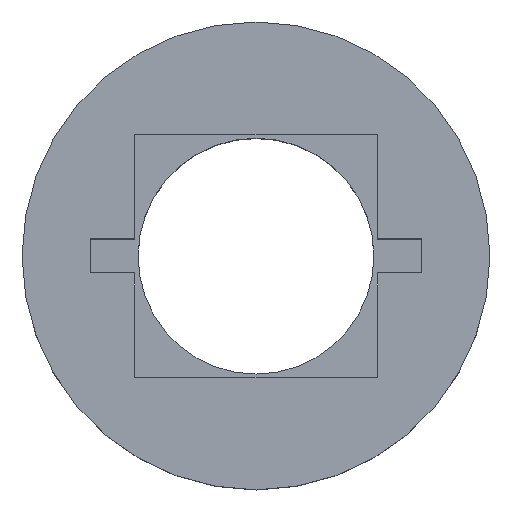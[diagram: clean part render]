
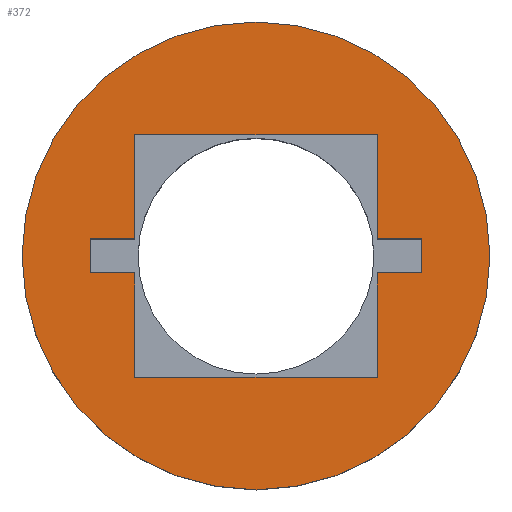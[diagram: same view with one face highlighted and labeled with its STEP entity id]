
A CAD part, top view. The second image highlights one B-rep face of the part: STEP entity #372.
In plain terms, the highlighted planar face has unit normal (0, 0, 1).
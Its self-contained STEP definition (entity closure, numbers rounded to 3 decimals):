
#19=FACE_BOUND('',#78,.T.);
#35=PLANE('',#422);
#55=FACE_OUTER_BOUND('',#77,.T.);
#77=EDGE_LOOP('',(#321));
#78=EDGE_LOOP('',(#322,#323,#324,#325,#326,#327,#328,#329,#330,#331,#332,
#333));
#90=LINE('',#558,#131);
#93=LINE('',#564,#134);
#96=LINE('',#570,#137);
#99=LINE('',#576,#140);
#102=LINE('',#582,#143);
#105=LINE('',#588,#146);
#108=LINE('',#594,#149);
#111=LINE('',#600,#152);
#114=LINE('',#606,#155);
#117=LINE('',#612,#158);
#120=LINE('',#618,#161);
#123=LINE('',#622,#164);
#131=VECTOR('',#460,10.);
#134=VECTOR('',#465,10.);
#137=VECTOR('',#470,10.);
#140=VECTOR('',#475,10.);
#143=VECTOR('',#480,10.);
#146=VECTOR('',#485,10.);
#149=VECTOR('',#490,10.);
#152=VECTOR('',#495,10.);
#155=VECTOR('',#500,10.);
#158=VECTOR('',#505,10.);
#161=VECTOR('',#510,10.);
#164=VECTOR('',#515,10.);
#169=CIRCLE('',#405,12.);
#177=VERTEX_POINT('',#540);
#182=VERTEX_POINT('',#555);
#183=VERTEX_POINT('',#557);
#185=VERTEX_POINT('',#563);
#187=VERTEX_POINT('',#569);
#189=VERTEX_POINT('',#575);
#191=VERTEX_POINT('',#581);
#193=VERTEX_POINT('',#587);
#195=VERTEX_POINT('',#593);
#197=VERTEX_POINT('',#599);
#199=VERTEX_POINT('',#605);
#201=VERTEX_POINT('',#611);
#203=VERTEX_POINT('',#617);
#210=EDGE_CURVE('',#177,#177,#169,.T.);
#218=EDGE_CURVE('',#183,#182,#90,.T.);
#221=EDGE_CURVE('',#185,#183,#93,.T.);
#224=EDGE_CURVE('',#187,#185,#96,.T.);
#227=EDGE_CURVE('',#189,#187,#99,.T.);
#230=EDGE_CURVE('',#191,#189,#102,.T.);
#233=EDGE_CURVE('',#193,#191,#105,.T.);
#236=EDGE_CURVE('',#195,#193,#108,.T.);
#239=EDGE_CURVE('',#197,#195,#111,.T.);
#242=EDGE_CURVE('',#199,#197,#114,.T.);
#245=EDGE_CURVE('',#201,#199,#117,.T.);
#248=EDGE_CURVE('',#203,#201,#120,.T.);
#251=EDGE_CURVE('',#182,#203,#123,.T.);
#321=ORIENTED_EDGE('',*,*,#210,.T.);
#322=ORIENTED_EDGE('',*,*,#251,.T.);
#323=ORIENTED_EDGE('',*,*,#248,.T.);
#324=ORIENTED_EDGE('',*,*,#245,.T.);
#325=ORIENTED_EDGE('',*,*,#242,.T.);
#326=ORIENTED_EDGE('',*,*,#239,.T.);
#327=ORIENTED_EDGE('',*,*,#236,.T.);
#328=ORIENTED_EDGE('',*,*,#233,.T.);
#329=ORIENTED_EDGE('',*,*,#230,.T.);
#330=ORIENTED_EDGE('',*,*,#227,.T.);
#331=ORIENTED_EDGE('',*,*,#224,.T.);
#332=ORIENTED_EDGE('',*,*,#221,.T.);
#333=ORIENTED_EDGE('',*,*,#218,.T.);
#372=ADVANCED_FACE('',(#55,#19),#35,.T.);
#405=AXIS2_PLACEMENT_3D('',#541,#443,#444);
#422=AXIS2_PLACEMENT_3D('',#623,#516,#517);
#443=DIRECTION('center_axis',(0.,0.,1.));
#444=DIRECTION('ref_axis',(1.,0.,0.));
#460=DIRECTION('',(1.,0.,0.));
#465=DIRECTION('',(0.,1.,0.));
#470=DIRECTION('',(-1.,0.,0.));
#475=DIRECTION('',(0.,1.,0.));
#480=DIRECTION('',(-1.,0.,0.));
#485=DIRECTION('',(0.,-1.,0.));
#490=DIRECTION('',(-1.,0.,0.));
#495=DIRECTION('',(0.,-1.,0.));
#500=DIRECTION('',(1.,0.,0.));
#505=DIRECTION('',(0.,-1.,0.));
#510=DIRECTION('',(1.,0.,0.));
#515=DIRECTION('',(0.,1.,0.));
#516=DIRECTION('center_axis',(0.,0.,1.));
#517=DIRECTION('ref_axis',(1.,0.,0.));
#540=CARTESIAN_POINT('',(-12.,0.,17.));
#541=CARTESIAN_POINT('Origin',(0.,0.,17.));
#555=CARTESIAN_POINT('',(-6.225,0.875,17.));
#557=CARTESIAN_POINT('',(-8.5,0.875,17.));
#558=CARTESIAN_POINT('',(-8.5,0.875,17.));
#563=CARTESIAN_POINT('',(-8.5,-0.875,17.));
#564=CARTESIAN_POINT('',(-8.5,-0.875,17.));
#569=CARTESIAN_POINT('',(-6.225,-0.875,17.));
#570=CARTESIAN_POINT('',(8.5,-0.875,17.));
#575=CARTESIAN_POINT('',(-6.225,-6.225,17.));
#576=CARTESIAN_POINT('',(-6.225,-6.225,17.));
#581=CARTESIAN_POINT('',(6.225,-6.225,17.));
#582=CARTESIAN_POINT('',(6.225,-6.225,17.));
#587=CARTESIAN_POINT('',(6.225,-0.875,17.));
#588=CARTESIAN_POINT('',(6.225,6.225,17.));
#593=CARTESIAN_POINT('',(8.5,-0.875,17.));
#594=CARTESIAN_POINT('',(8.5,-0.875,17.));
#599=CARTESIAN_POINT('',(8.5,0.875,17.));
#600=CARTESIAN_POINT('',(8.5,0.875,17.));
#605=CARTESIAN_POINT('',(6.225,0.875,17.));
#606=CARTESIAN_POINT('',(-8.5,0.875,17.));
#611=CARTESIAN_POINT('',(6.225,6.225,17.));
#612=CARTESIAN_POINT('',(6.225,6.225,17.));
#617=CARTESIAN_POINT('',(-6.225,6.225,17.));
#618=CARTESIAN_POINT('',(-6.225,6.225,17.));
#622=CARTESIAN_POINT('',(-6.225,-6.225,17.));
#623=CARTESIAN_POINT('Origin',(-7.076,2.93,17.));
